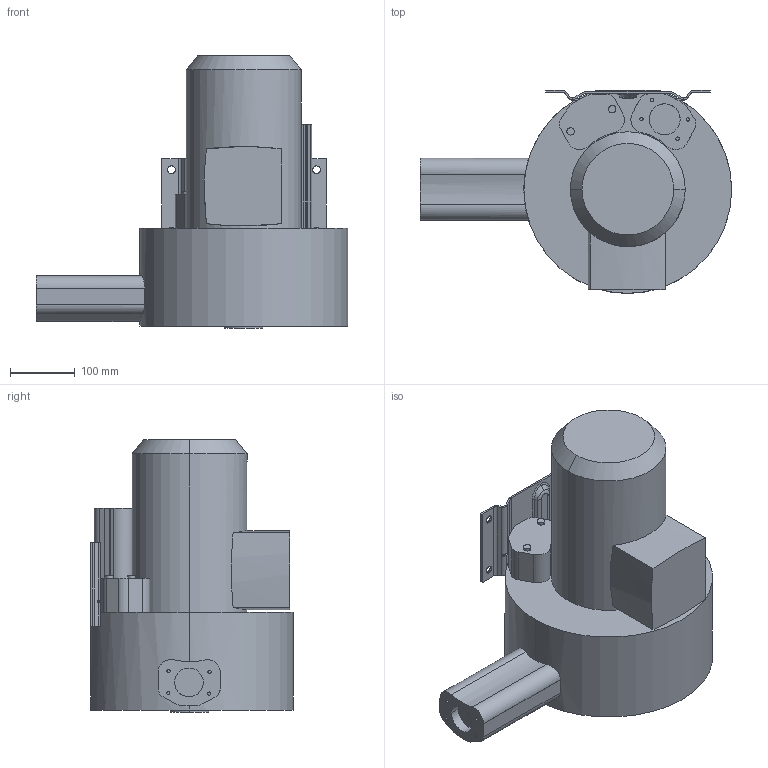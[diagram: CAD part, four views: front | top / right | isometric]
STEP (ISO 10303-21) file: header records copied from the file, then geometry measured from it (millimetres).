
FILE_DESCRIPTION (( 'STEP AP203' ), '1' );
FILE_NAME ('2RB420-1HP36.STEP', '2025-04-25T00:47:55', ( '' ), ( '' ), 'SwSTEP 2.0', 'SolidWorks 2021', '' );
FILE_SCHEMA (( 'CONFIG_CONTROL_DESIGN' ));
Length unit declared in the file: millimetre
Products named in the file (1): 2RB420-1HP36
Bounding box: 482.57 x 314.5 x 422.3 mm (x, y, z)
Volume: 22164088.1 mm3; surface area: 673831.4 mm2
Topology: 1 solids, 1 shells, 223 faces, 642 edges, 435 vertices
Faces by surface type: cylinder 118, plane 77, bspline 18, cone 10
Entity records: 12730 total; most frequent: CARTESIAN_POINT 7189, ORIENTED_EDGE 1284, DIRECTION 926, EDGE_CURVE 642, VERTEX_POINT 435, AXIS2_PLACEMENT_3D 327, LINE 272, VECTOR 272
